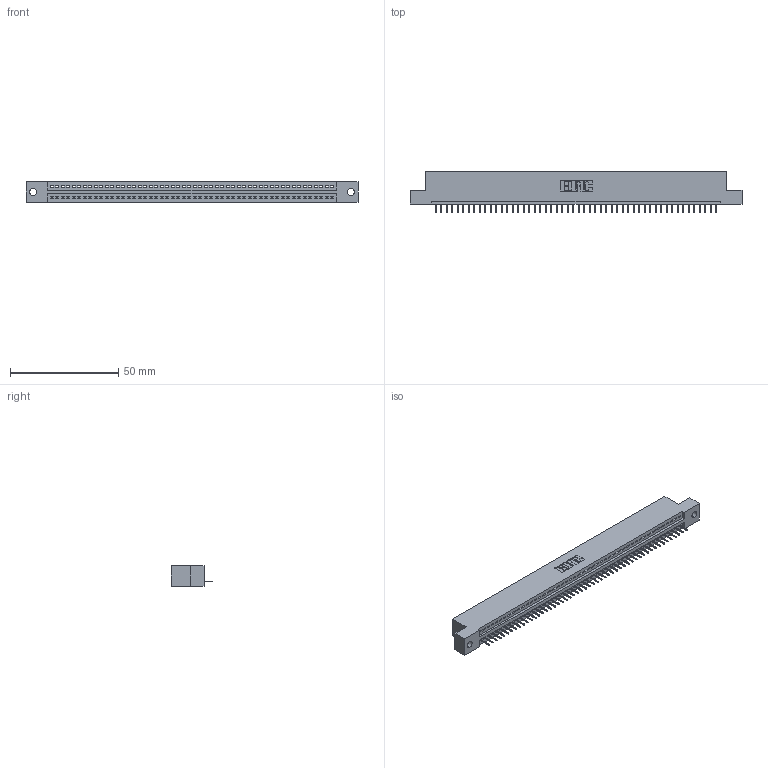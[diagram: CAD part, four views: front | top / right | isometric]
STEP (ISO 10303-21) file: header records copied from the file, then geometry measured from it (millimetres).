
FILE_DESCRIPTION (( 'STEP AP203' ), '1' );
FILE_NAME ('345-052-524-102.STEP', '2019-10-09T18:01:44', ( '' ), ( '' ), 'SwSTEP 2.0', 'SolidWorks 2016', '' );
FILE_SCHEMA (( 'CONFIG_CONTROL_DESIGN' ));
Length unit declared in the file: inch
Products named in the file (3): 345-052-524-102; 345-292-001_345-293-124; 345 Part_Flush Mounting Lugs - 0.128 Dia
Assembly tree (53 placements, depth 2):
  345-052-524-102
    345 Part_Flush Mounting Lugs - 0.128 Dia
    345-292-001_345-293-124  x52
Bounding box: 153.29 x 19.35 x 9.4 mm (x, y, z)
Volume: 14399.4 mm3; surface area: 18343.1 mm2
Topology: 53 solids, 53 shells, 3350 faces, 9701 edges, 6258 vertices
Faces by surface type: plane 2472, cylinder 878
Entity records: 37867 total; most frequent: CARTESIAN_POINT 6564, ORIENTED_EDGE 6550, DIRECTION 5719, EDGE_CURVE 3275, LINE 2939, VECTOR 2939, VERTEX_POINT 2178, AXIS2_PLACEMENT_3D 1390
